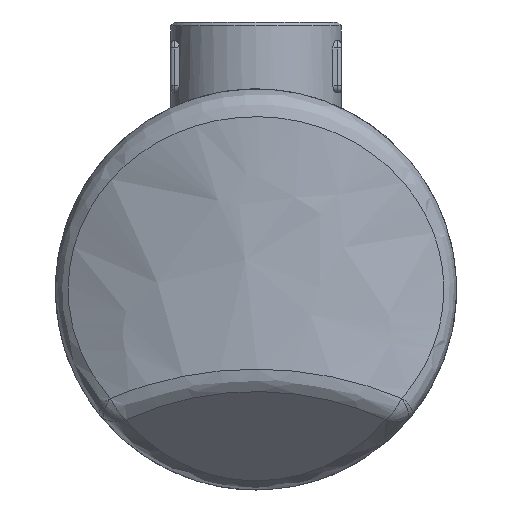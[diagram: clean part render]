
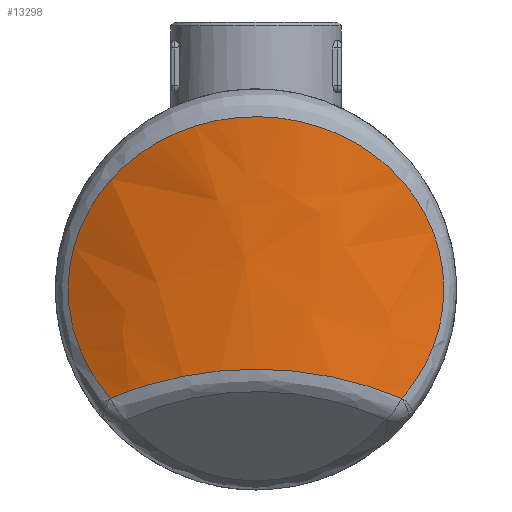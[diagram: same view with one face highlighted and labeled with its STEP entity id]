
A CAD part, left-side view. The second image highlights one B-rep face of the part: STEP entity #13298.
In plain terms, the highlighted free-form (B-spline) face has degree [1, 2] with [2, 9] control points.
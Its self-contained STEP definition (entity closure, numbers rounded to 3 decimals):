
#13175=CARTESIAN_POINT('',(-48.417,-54.,-29.349));
#13176=CARTESIAN_POINT('',(-48.417,-54.,46.523));
#13177=CARTESIAN_POINT('',(5.583,-129.717,-29.349));
#13178=CARTESIAN_POINT('',(5.583,-129.717,46.523));
#13179=CARTESIAN_POINT('',(81.3,-75.717,-29.349));
#13180=CARTESIAN_POINT('',(81.3,-75.717,46.523));
#13181=CARTESIAN_POINT('',(157.017,-21.717,-29.349));
#13182=CARTESIAN_POINT('',(157.017,-21.717,46.523));
#13183=CARTESIAN_POINT('',(103.017,54.,-29.349));
#13184=CARTESIAN_POINT('',(103.017,54.,46.523));
#13185=CARTESIAN_POINT('',(49.017,129.717,-29.349));
#13186=CARTESIAN_POINT('',(49.017,129.717,46.523));
#13187=CARTESIAN_POINT('',(-26.7,75.717,-29.349));
#13188=CARTESIAN_POINT('',(-26.7,75.717,46.523));
#13189=CARTESIAN_POINT('',(-102.417,21.717,-29.349));
#13190=CARTESIAN_POINT('',(-102.417,21.717,46.523));
#13191=CARTESIAN_POINT('',(-48.417,-54.,-29.349));
#13192=CARTESIAN_POINT('',(-48.417,-54.,46.523));
#13200=(BOUNDED_SURFACE()B_SPLINE_SURFACE(1,2,((#13175,#13177,#13179,#13181,#13183,#13185,#13187,#13189,#13191),(#13176,#13178,#13180,#13182,#13184,#13186,#13188,#13190,#13192)),.UNSPECIFIED.,.F.,.T.,.U.)B_SPLINE_SURFACE_WITH_KNOTS((2,2),(3,2,2,2,3),(-0.316,0.5),(0.0,146.084,292.168,438.252,584.336),.UNSPECIFIED.)GEOMETRIC_REPRESENTATION_ITEM()RATIONAL_B_SPLINE_SURFACE(((1.0,0.707,1.0,0.707,1.0,0.707,1.0,0.707,1.0),(1.0,0.707,1.0,0.707,1.0,0.707,1.0,0.707,1.0)))REPRESENTATION_ITEM('')SURFACE());
#13201=CARTESIAN_POINT('',(-56.942,-39.4,-29.158));
#13202=VERTEX_POINT('',#13201);
#13203=CARTESIAN_POINT('',(-57.038,-39.193,-29.349));
#13204=VERTEX_POINT('',#13203);
#13205=CARTESIAN_POINT('',(-56.942,-39.4,-29.158));
#13206=CARTESIAN_POINT('',(-56.971,-39.338,-29.229));
#13207=CARTESIAN_POINT('',(-57.003,-39.268,-29.294));
#13208=CARTESIAN_POINT('',(-57.038,-39.193,-29.349));
#13209=B_SPLINE_CURVE_WITH_KNOTS('',3,(#13205,#13206,#13207,#13208),.UNSPECIFIED.,.F.,.U.,(4,4),(0.,0.028),.UNSPECIFIED.);
#13210=EDGE_CURVE('',#13202,#13204,#13209,.T.);
#13211=ORIENTED_EDGE('',*,*,#13210,.F.);
#13212=CARTESIAN_POINT('',(-56.942,39.4,-29.158));
#13213=VERTEX_POINT('',#13212);
#13214=CARTESIAN_POINT('',(-56.942,39.4,-29.158));
#13215=CARTESIAN_POINT('',(-56.747,39.816,-28.683));
#13216=CARTESIAN_POINT('',(-56.36,40.627,-27.718));
#13217=CARTESIAN_POINT('',(-55.602,42.16,-25.738));
#13218=CARTESIAN_POINT('',(-54.311,44.641,-22.103));
#13219=CARTESIAN_POINT('',(-52.987,46.959,-17.592));
#13220=CARTESIAN_POINT('',(-51.951,48.67,-12.838));
#13221=CARTESIAN_POINT('',(-51.347,49.638,-9.19));
#13222=CARTESIAN_POINT('',(-50.931,50.289,-5.441));
#13223=CARTESIAN_POINT('',(-50.75,50.569,-2.066));
#13224=CARTESIAN_POINT('',(-50.733,50.595,0.885));
#13225=CARTESIAN_POINT('',(-50.843,50.425,4.267));
#13226=CARTESIAN_POINT('',(-51.147,49.954,7.62));
#13227=CARTESIAN_POINT('',(-51.623,49.197,10.892));
#13228=CARTESIAN_POINT('',(-52.209,48.249,14.126));
#13229=CARTESIAN_POINT('',(-53.128,46.714,18.059));
#13230=CARTESIAN_POINT('',(-54.238,44.747,21.786));
#13231=CARTESIAN_POINT('',(-55.196,42.944,24.607));
#13232=CARTESIAN_POINT('',(-56.685,40.025,28.673));
#13233=CARTESIAN_POINT('',(-58.294,36.514,32.394));
#13234=CARTESIAN_POINT('',(-59.836,32.525,35.638));
#13235=CARTESIAN_POINT('',(-60.587,30.44,37.163));
#13236=CARTESIAN_POINT('',(-61.306,28.279,38.579));
#13237=CARTESIAN_POINT('',(-62.226,25.269,40.34));
#13238=CARTESIAN_POINT('',(-63.281,21.277,42.284));
#13239=CARTESIAN_POINT('',(-64.154,17.048,43.835));
#13240=CARTESIAN_POINT('',(-64.719,13.562,44.821));
#13241=CARTESIAN_POINT('',(-65.071,10.913,45.428));
#13242=CARTESIAN_POINT('',(-65.35,8.218,45.905));
#13243=CARTESIAN_POINT('',(-65.552,5.486,46.249));
#13244=CARTESIAN_POINT('',(-65.673,2.733,46.455));
#13245=CARTESIAN_POINT('',(-65.714,-0.02,46.523));
#13246=CARTESIAN_POINT('',(-65.672,-2.774,46.453));
#13247=CARTESIAN_POINT('',(-65.508,-6.446,46.175));
#13248=CARTESIAN_POINT('',(-65.183,-10.08,45.621));
#13249=CARTESIAN_POINT('',(-64.711,-13.61,44.808));
#13250=CARTESIAN_POINT('',(-64.146,-17.087,43.822));
#13251=CARTESIAN_POINT('',(-63.272,-21.313,42.269));
#13252=CARTESIAN_POINT('',(-62.216,-25.306,40.321));
#13253=CARTESIAN_POINT('',(-61.408,-27.944,38.774));
#13254=CARTESIAN_POINT('',(-60.932,-29.404,37.841));
#13255=CARTESIAN_POINT('',(-60.204,-31.542,36.398));
#13256=CARTESIAN_POINT('',(-59.059,-34.599,34.036));
#13257=CARTESIAN_POINT('',(-57.478,-38.296,30.507));
#13258=CARTESIAN_POINT('',(-56.176,-41.024,27.284));
#13259=CARTESIAN_POINT('',(-55.182,-42.972,24.566));
#13260=CARTESIAN_POINT('',(-54.228,-44.766,21.753));
#13261=CARTESIAN_POINT('',(-53.12,-46.729,18.026));
#13262=CARTESIAN_POINT('',(-52.201,-48.261,14.091));
#13263=CARTESIAN_POINT('',(-51.616,-49.208,10.852));
#13264=CARTESIAN_POINT('',(-51.221,-49.836,8.121));
#13265=CARTESIAN_POINT('',(-50.91,-50.322,5.069));
#13266=CARTESIAN_POINT('',(-50.736,-50.59,1.689));
#13267=CARTESIAN_POINT('',(-50.736,-50.59,-1.829));
#13268=CARTESIAN_POINT('',(-50.935,-50.284,-5.479));
#13269=CARTESIAN_POINT('',(-51.353,-49.629,-9.232));
#13270=CARTESIAN_POINT('',(-51.96,-48.656,-12.881));
#13271=CARTESIAN_POINT('',(-52.735,-47.374,-16.432));
#13272=CARTESIAN_POINT('',(-53.653,-45.792,-19.862));
#13273=CARTESIAN_POINT('',(-54.676,-43.939,-23.128));
#13274=CARTESIAN_POINT('',(-55.778,-41.822,-26.237));
#13275=CARTESIAN_POINT('',(-56.552,-40.234,-28.205));
#13276=CARTESIAN_POINT('',(-56.942,-39.4,-29.158));
#13277=B_SPLINE_CURVE_WITH_KNOTS('',3,(#13214,#13215,#13216,#13217,#13218,#13219,#13220,#13221,#13222,#13223,#13224,#13225,#13226,#13227,#13228,#13229,#13230,#13231,#13232,#13233,#13234,#13235,#13236,#13237,#13238,#13239,#13240,#13241,#13242,#13243,#13244,#13245,#13246,#13247,#13248,#13249,#13250,#13251,#13252,#13253,#13254,#13255,#13256,#13257,#13258,#13259,#13260,#13261,#13262,#13263,#13264,#13265,#13266,#13267,#13268,#13269,#13270,#13271,#13272,#13273,#13274,#13275,#13276),.UNSPECIFIED.,.F.,.U.,(4,1,1,1,1,1,1,1,1,1,1,1,1,1,1,1,1,1,1,1,1,1,1,1,1,1,1,1,1,1,1,1,1,1,1,1,1,1,1,1,1,1,1,1,1,1,1,1,1,1,1,1,1,1,1,1,1,1,1,1,4),(19.072,19.261,19.451,19.83,20.589,20.969,21.348,21.727,22.107,22.36,22.613,23.118,23.371,23.624,24.13,24.636,24.889,25.142,26.153,26.406,26.659,26.912,27.165,27.671,28.177,28.43,28.683,28.936,29.188,29.441,29.694,29.947,30.2,30.706,30.959,31.212,31.718,32.224,32.476,32.603,32.729,33.235,33.741,34.247,34.5,34.753,35.259,35.764,36.017,36.27,36.608,36.945,37.282,37.661,38.041,38.42,38.8,39.179,39.558,39.938,40.317),.UNSPECIFIED.);
#13278=EDGE_CURVE('',#13213,#13202,#13277,.T.);
#13279=ORIENTED_EDGE('',*,*,#13278,.F.);
#13280=CARTESIAN_POINT('',(-57.038,39.193,-29.349));
#13281=VERTEX_POINT('',#13280);
#13282=CARTESIAN_POINT('',(-57.038,39.193,-29.349));
#13283=CARTESIAN_POINT('',(-57.003,39.268,-29.294));
#13284=CARTESIAN_POINT('',(-56.971,39.338,-29.229));
#13285=CARTESIAN_POINT('',(-56.942,39.4,-29.158));
#13286=B_SPLINE_CURVE_WITH_KNOTS('',3,(#13282,#13283,#13284,#13285),.UNSPECIFIED.,.F.,.U.,(4,4),(0.,0.028),.UNSPECIFIED.);
#13287=EDGE_CURVE('',#13281,#13213,#13286,.T.);
#13288=ORIENTED_EDGE('',*,*,#13287,.F.);
#13289=CARTESIAN_POINT('',(27.3,0.0,-105.979));
#13290=DIRECTION('',(-0.672,0.,-0.74));
#13291=DIRECTION('',(-0.74,0.,0.672));
#13292=AXIS2_PLACEMENT_3D('',#13289,#13290,#13291);
#13293=ELLIPSE('',#13292,125.655,93.);
#13294=EDGE_CURVE('',#13204,#13281,#13293,.T.);
#13295=ORIENTED_EDGE('',*,*,#13294,.F.);
#13296=EDGE_LOOP('',(#13211,#13279,#13288,#13295));
#13297=FACE_OUTER_BOUND('',#13296,.T.);
#13298=ADVANCED_FACE('',(#13297),#13200,.F.);
